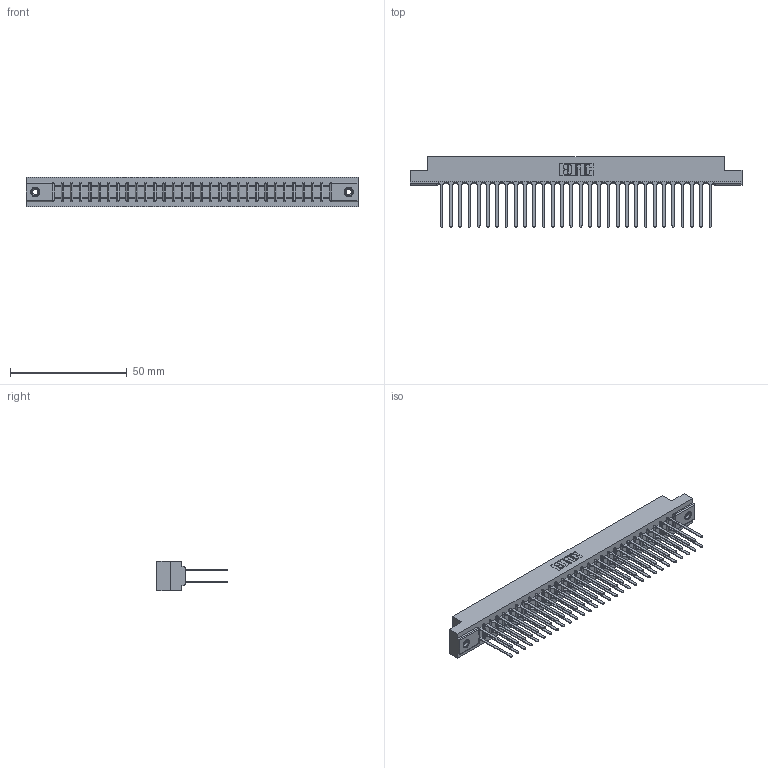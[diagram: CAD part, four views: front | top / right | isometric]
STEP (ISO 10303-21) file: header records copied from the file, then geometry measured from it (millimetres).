
FILE_DESCRIPTION (( 'STEP AP203' ), '1' );
FILE_NAME ('307-060-440-208.STEP', '2020-09-30T14:46:59', ( '' ), ( '' ), 'SwSTEP 2.0', 'SolidWorks 2020', '' );
FILE_SCHEMA (( 'CONFIG_CONTROL_DESIGN' ));
Length unit declared in the file: inch
Products named in the file (4): 345-250-001_345-250-003-102; 307-060-440-208; 307 Part_.156 Dia Mounting Holes; 307-290-001_540
Assembly tree (63 placements, depth 2):
  307-060-440-208
    307 Part_.156 Dia Mounting Holes
    307-290-001_540  x60
    345-250-001_345-250-003-102  x2
Bounding box: 141.88 x 30 x 12.7 mm (x, y, z)
Volume: 15331.2 mm3; surface area: 20538.3 mm2
Topology: 63 solids, 63 shells, 2969 faces, 8259 edges, 5334 vertices
Faces by surface type: plane 1962, cylinder 929, sphere 62, cone 12, torus 4
Entity records: 29311 total; most frequent: CARTESIAN_POINT 4781, ORIENTED_EDGE 4730, DIRECTION 4697, EDGE_CURVE 2365, LINE 1809, VECTOR 1809, VERTEX_POINT 1528, AXIS2_PLACEMENT_3D 1444
